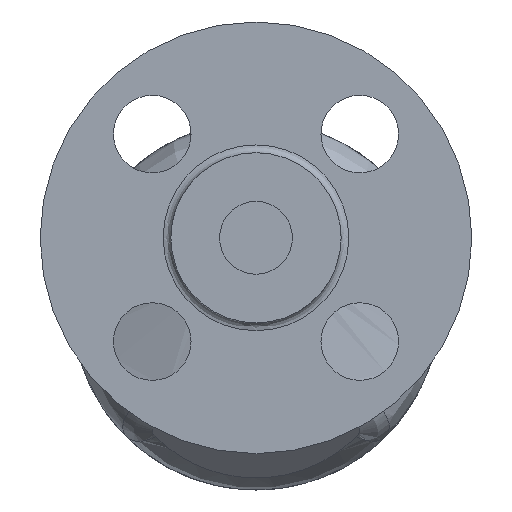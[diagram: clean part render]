
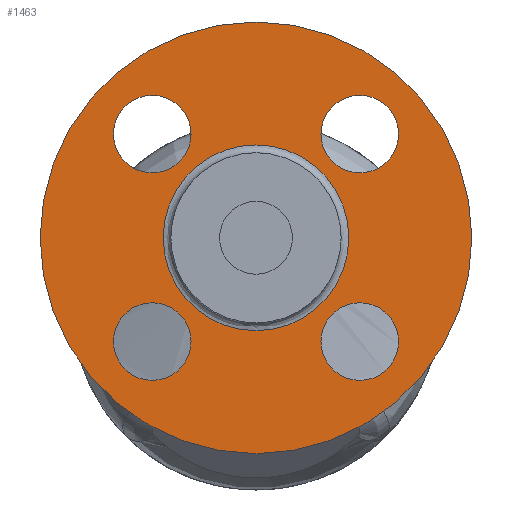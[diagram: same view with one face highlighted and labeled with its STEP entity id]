
A CAD part, left-side view. The second image highlights one B-rep face of the part: STEP entity #1463.
In plain terms, the highlighted free-form (B-spline) face has degree [1, 1] with [2, 2] control points.
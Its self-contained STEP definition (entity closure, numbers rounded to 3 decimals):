
#1208=CARTESIAN_POINT('',(-89.9,0.0,58.5));
#1209=VERTEX_POINT('',#1208);
#1210=CARTESIAN_POINT('',(-89.9,0.0,14.));
#1211=DIRECTION('',(-1.0,0.0,0.0));
#1212=DIRECTION('',(0.0,0.0,1.0));
#1213=AXIS2_PLACEMENT_3D('',#1210,#1211,#1212);
#1214=CIRCLE('',#1213,44.5);
#1215=EDGE_CURVE('',#1209,#1209,#1214,.T.);
#1385=CARTESIAN_POINT('',(-89.9,0.,33.15));
#1386=VERTEX_POINT('',#1385);
#1387=CARTESIAN_POINT('',(-89.9,0.0,14.));
#1388=DIRECTION('',(-1.0,0.0,0.0));
#1389=DIRECTION('',(0.0,0.0,-1.0));
#1390=AXIS2_PLACEMENT_3D('',#1387,#1388,#1389);
#1391=CIRCLE('',#1390,19.15);
#1392=EDGE_CURVE('',#1386,#1386,#1391,.T.);
#1408=CARTESIAN_POINT('',(-89.9,44.5,58.5));
#1409=CARTESIAN_POINT('',(-89.9,44.5,-30.5));
#1410=CARTESIAN_POINT('',(-89.9,-44.5,58.5));
#1411=CARTESIAN_POINT('',(-89.9,-44.5,-30.5));
#1412=B_SPLINE_SURFACE_WITH_KNOTS('',1,1,((#1408,#1410),(#1409,#1411)),.UNSPECIFIED.,.F.,.F.,.U.,(2,2),(2,2),(0.0,89.0),(0.0,89.0),.UNSPECIFIED.);
#1413=ORIENTED_EDGE('',*,*,#1215,.T.);
#1414=EDGE_LOOP('',(#1413));
#1415=FACE_OUTER_BOUND('',#1414,.T.);
#1416=CARTESIAN_POINT('',(-89.9,21.39,27.39));
#1417=VERTEX_POINT('',#1416);
#1418=CARTESIAN_POINT('',(-89.9,21.39,35.39));
#1419=DIRECTION('',(1.0,0.0,0.0));
#1420=DIRECTION('',(0.0,0.0,-1.0));
#1421=AXIS2_PLACEMENT_3D('',#1418,#1419,#1420);
#1422=CIRCLE('',#1421,8.0);
#1423=EDGE_CURVE('',#1417,#1417,#1422,.T.);
#1424=ORIENTED_EDGE('',*,*,#1423,.T.);
#1425=EDGE_LOOP('',(#1424));
#1426=FACE_BOUND('',#1425,.T.);
#1427=CARTESIAN_POINT('',(-89.9,13.39,-7.39));
#1428=VERTEX_POINT('',#1427);
#1429=CARTESIAN_POINT('',(-89.9,21.39,-7.39));
#1430=DIRECTION('',(1.0,0.0,0.0));
#1431=DIRECTION('',(0.0,-1.0,0.0));
#1432=AXIS2_PLACEMENT_3D('',#1429,#1430,#1431);
#1433=CIRCLE('',#1432,8.0);
#1434=EDGE_CURVE('',#1428,#1428,#1433,.T.);
#1435=ORIENTED_EDGE('',*,*,#1434,.T.);
#1436=EDGE_LOOP('',(#1435));
#1437=FACE_BOUND('',#1436,.T.);
#1438=CARTESIAN_POINT('',(-89.9,-21.39,0.61));
#1439=VERTEX_POINT('',#1438);
#1440=CARTESIAN_POINT('',(-89.9,-21.39,-7.39));
#1441=DIRECTION('',(1.0,0.0,0.0));
#1442=DIRECTION('',(0.0,0.0,1.0));
#1443=AXIS2_PLACEMENT_3D('',#1440,#1441,#1442);
#1444=CIRCLE('',#1443,8.0);
#1445=EDGE_CURVE('',#1439,#1439,#1444,.T.);
#1446=ORIENTED_EDGE('',*,*,#1445,.T.);
#1447=EDGE_LOOP('',(#1446));
#1448=FACE_BOUND('',#1447,.T.);
#1449=CARTESIAN_POINT('',(-89.9,-13.39,35.39));
#1450=VERTEX_POINT('',#1449);
#1451=CARTESIAN_POINT('',(-89.9,-21.39,35.39));
#1452=DIRECTION('',(1.0,0.0,0.0));
#1453=DIRECTION('',(0.0,1.0,0.0));
#1454=AXIS2_PLACEMENT_3D('',#1451,#1452,#1453);
#1455=CIRCLE('',#1454,8.0);
#1456=EDGE_CURVE('',#1450,#1450,#1455,.T.);
#1457=ORIENTED_EDGE('',*,*,#1456,.T.);
#1458=EDGE_LOOP('',(#1457));
#1459=FACE_BOUND('',#1458,.T.);
#1460=ORIENTED_EDGE('',*,*,#1392,.F.);
#1461=EDGE_LOOP('',(#1460));
#1462=FACE_BOUND('',#1461,.T.);
#1463=ADVANCED_FACE('',(#1415,#1426,#1437,#1448,#1459,#1462),#1412,.T.);
